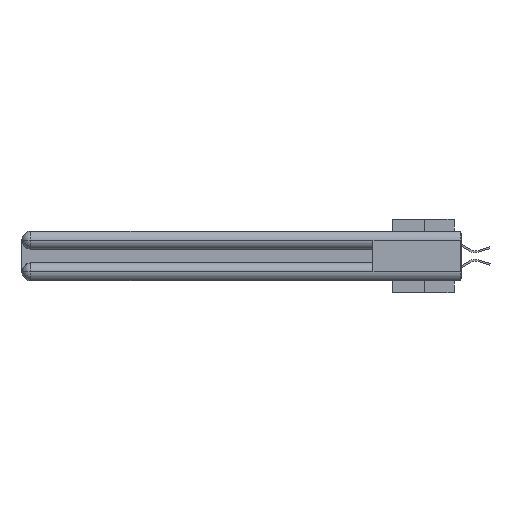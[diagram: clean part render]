
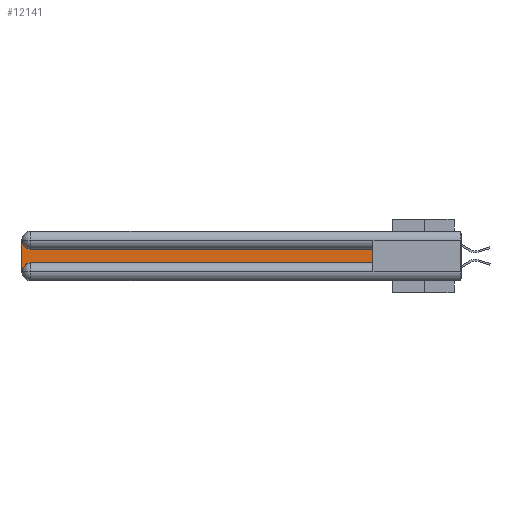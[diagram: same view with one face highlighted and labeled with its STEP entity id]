
A CAD part, left-side view. The second image highlights one B-rep face of the part: STEP entity #12141.
In plain terms, the highlighted planar face has unit normal (-1, 0, 0).
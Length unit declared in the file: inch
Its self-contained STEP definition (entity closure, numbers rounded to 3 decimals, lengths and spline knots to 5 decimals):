
#44 = DIRECTION ( 'NONE',  ( 0., -1., 0. ) ) ;
#256 = LINE ( 'NONE', #6763, #17828 ) ;
#274 = VECTOR ( 'NONE', #35132, 39.37008 ) ;
#1264 = ORIENTED_EDGE ( 'NONE', *, *, #35938, .T. ) ;
#3619 = VECTOR ( 'NONE', #32817, 39.37008 ) ;
#5042 = DIRECTION ( 'NONE',  ( 1., 0., 0. ) ) ;
#6252 = LINE ( 'NONE', #28204, #274 ) ;
#6489 = LINE ( 'NONE', #24740, #21395 ) ;
#6702 = ORIENTED_EDGE ( 'NONE', *, *, #38041, .T. ) ;
#6750 = DIRECTION ( 'NONE',  ( 0., 0., -1. ) ) ;
#6763 = CARTESIAN_POINT ( 'NONE',  ( 0.075, 0.6, -0.2175 ) ) ;
#6857 = ORIENTED_EDGE ( 'NONE', *, *, #14425, .T. ) ;
#7689 = CARTESIAN_POINT ( 'NONE',  ( 0.075, 3., -0.0625 ) ) ;
#8100 = EDGE_CURVE ( 'NONE', #11085, #26009, #39953, .T. ) ;
#8190 = PLANE ( 'NONE',  #38660 ) ;
#10001 = CARTESIAN_POINT ( 'NONE',  ( 0.075, 3., -0.2175 ) ) ;
#11085 = VERTEX_POINT ( 'NONE', #36050 ) ;
#11360 = DIRECTION ( 'NONE',  ( 0., 0., -1. ) ) ;
#11777 = FACE_OUTER_BOUND ( 'NONE', #23219, .T. ) ;
#11886 = VERTEX_POINT ( 'NONE', #38189 ) ;
#12141 = ADVANCED_FACE ( 'NONE', ( #11777 ), #8190, .F. ) ;
#13217 = VERTEX_POINT ( 'NONE', #22554 ) ;
#13896 = CARTESIAN_POINT ( 'NONE',  ( 0.075, 2.94, -0.2775 ) ) ;
#14192 = VERTEX_POINT ( 'NONE', #35542 ) ;
#14425 = EDGE_CURVE ( 'NONE', #11886, #13217, #256, .T. ) ;
#16169 = DIRECTION ( 'NONE',  ( 0., 0., -1. ) ) ;
#17541 = EDGE_CURVE ( 'NONE', #30947, #11886, #39600, .T. ) ;
#17828 = VECTOR ( 'NONE', #44, 39.37008 ) ;
#19998 = EDGE_CURVE ( 'NONE', #14192, #11085, #6489, .T. ) ;
#20790 = CARTESIAN_POINT ( 'NONE',  ( 0.075, 3., -0.2775 ) ) ;
#21395 = VECTOR ( 'NONE', #24535, 39.37008 ) ;
#22550 = DIRECTION ( 'NONE',  ( 1., 0., 0. ) ) ;
#22554 = CARTESIAN_POINT ( 'NONE',  ( 0.075, 0.6, -0.2175 ) ) ;
#23219 = EDGE_LOOP ( 'NONE', ( #28238, #36177, #1264, #40461, #6857, #6702 ) ) ;
#24535 = DIRECTION ( 'NONE',  ( 0., 1., 0. ) ) ;
#24740 = CARTESIAN_POINT ( 'NONE',  ( 0.075, 0.6, -0.1225 ) ) ;
#26009 = VERTEX_POINT ( 'NONE', #7689 ) ;
#27598 = CARTESIAN_POINT ( 'NONE',  ( 0.075, 3., -0.1225 ) ) ;
#28204 = CARTESIAN_POINT ( 'NONE',  ( 0.075, 0.6, -0.2175 ) ) ;
#28238 = ORIENTED_EDGE ( 'NONE', *, *, #19998, .T. ) ;
#30947 = VERTEX_POINT ( 'NONE', #20790 ) ;
#31981 = LINE ( 'NONE', #10001, #3619 ) ;
#32535 = AXIS2_PLACEMENT_3D ( 'NONE', #35137, #35567, #16169 ) ;
#32817 = DIRECTION ( 'NONE',  ( 0., 0., -1. ) ) ;
#32835 = AXIS2_PLACEMENT_3D ( 'NONE', #13896, #22550, #6750 ) ;
#35132 = DIRECTION ( 'NONE',  ( 0., 0., 1. ) ) ;
#35137 = CARTESIAN_POINT ( 'NONE',  ( 0.075, 2.94, -0.0625 ) ) ;
#35542 = CARTESIAN_POINT ( 'NONE',  ( 0.075, 0.6, -0.1225 ) ) ;
#35567 = DIRECTION ( 'NONE',  ( 1., 0., 0. ) ) ;
#35938 = EDGE_CURVE ( 'NONE', #26009, #30947, #31981, .T. ) ;
#36050 = CARTESIAN_POINT ( 'NONE',  ( 0.075, 2.94, -0.1225 ) ) ;
#36177 = ORIENTED_EDGE ( 'NONE', *, *, #8100, .T. ) ;
#38041 = EDGE_CURVE ( 'NONE', #13217, #14192, #6252, .T. ) ;
#38189 = CARTESIAN_POINT ( 'NONE',  ( 0.075, 2.94, -0.2175 ) ) ;
#38660 = AXIS2_PLACEMENT_3D ( 'NONE', #27598, #5042, #11360 ) ;
#39600 = CIRCLE ( 'NONE', #32835, 0.06 ) ;
#39953 = CIRCLE ( 'NONE', #32535, 0.06 ) ;
#40461 = ORIENTED_EDGE ( 'NONE', *, *, #17541, .T. ) ;
